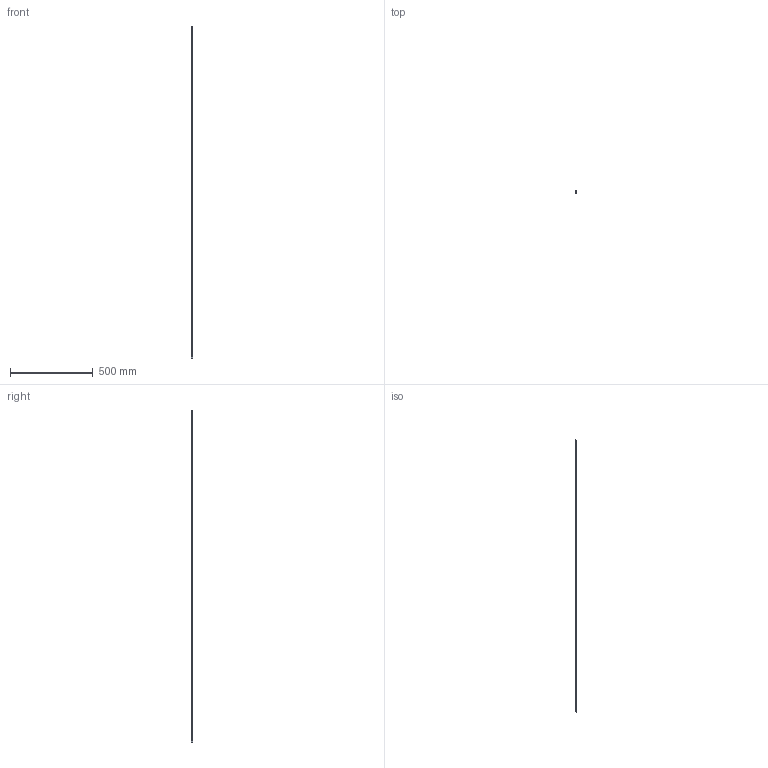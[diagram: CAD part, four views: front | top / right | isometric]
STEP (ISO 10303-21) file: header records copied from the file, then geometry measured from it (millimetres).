
FILE_DESCRIPTION (( 'STEP AP203' ), '1' );
FILE_NAME ('261006019_c_1.STEP', '2022-12-11T04:29:07', ( '' ), ( '' ), 'SwSTEP 2.0', 'SolidWorks 2014', '' );
FILE_SCHEMA (( 'CONFIG_CONTROL_DESIGN' ));
Length unit declared in the file: millimetre
Products named in the file (1): 261006019_c_1
Bounding box: 7.3 x 9 x 2000 mm (x, y, z)
Volume: 34565 mm3; surface area: 115298.1 mm2
Topology: 1 solids, 1 shells, 43 faces, 123 edges, 82 vertices
Faces by surface type: plane 28, cylinder 15
Entity records: 1484 total; most frequent: CARTESIAN_POINT 249, ORIENTED_EDGE 246, DIRECTION 241, EDGE_CURVE 123, LINE 93, VECTOR 93, VERTEX_POINT 82, AXIS2_PLACEMENT_3D 74
